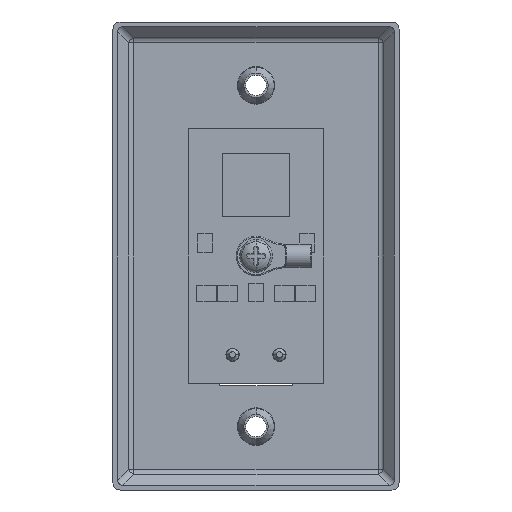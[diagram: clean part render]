
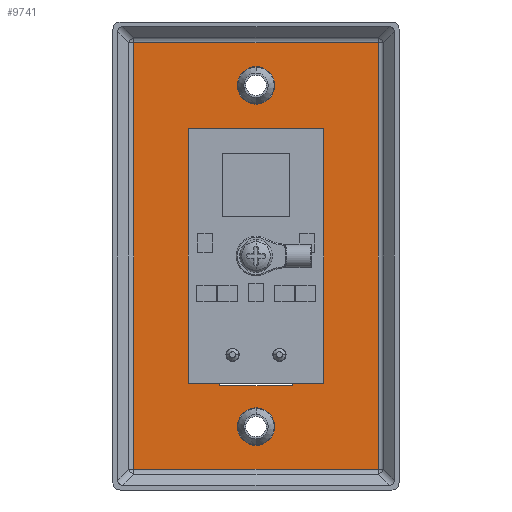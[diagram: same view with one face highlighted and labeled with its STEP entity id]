
A CAD part, front view. The second image highlights one B-rep face of the part: STEP entity #9741.
In plain terms, the highlighted planar face has unit normal (0, -1, 0).
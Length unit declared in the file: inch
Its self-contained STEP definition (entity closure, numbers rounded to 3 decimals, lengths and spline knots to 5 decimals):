
#6094 = VERTEX_POINT ( 'NONE', #7245 ) ;
#6100 = VERTEX_POINT ( 'NONE', #7224 ) ;
#6102 = EDGE_CURVE ( 'NONE', #6094, #6100, #7234, .T. ) ;
#6130 = VERTEX_POINT ( 'NONE', #7279 ) ;
#6145 = EDGE_CURVE ( 'NONE', #6130, #6147, #7310, .T. ) ;
#6147 = VERTEX_POINT ( 'NONE', #7301 ) ;
#6211 = VERTEX_POINT ( 'NONE', #8422 ) ;
#6214 = EDGE_CURVE ( 'NONE', #6211, #6217, #8349, .T. ) ;
#6217 = VERTEX_POINT ( 'NONE', #8264 ) ;
#7224 = CARTESIAN_POINT ( 'NONE',  ( 0., -0.0325, -0.1005 ) ) ;
#7234 = CIRCLE ( 'NONE', #7261, 0.1005 ) ;
#7245 = CARTESIAN_POINT ( 'NONE',  ( 0., -0.0325, 0.1005 ) ) ;
#7258 = DIRECTION ( 'NONE',  ( 0., 0., -1. ) ) ;
#7259 = DIRECTION ( 'NONE',  ( 0., -1., 0. ) ) ;
#7260 = CARTESIAN_POINT ( 'NONE',  ( 0., -0.0325, 0. ) ) ;
#7261 = AXIS2_PLACEMENT_3D ( 'NONE', #7260, #7259, #7258 ) ;
#7279 = CARTESIAN_POINT ( 'NONE',  ( 0., -0.0325, -1.46035 ) ) ;
#7301 = CARTESIAN_POINT ( 'NONE',  ( 0., -0.0325, -1.82085 ) ) ;
#7302 = AXIS2_PLACEMENT_3D ( 'NONE', #7316, #7331, #7340 ) ;
#7310 = CIRCLE ( 'NONE', #7302, 0.18025 ) ;
#7316 = CARTESIAN_POINT ( 'NONE',  ( 0., -0.0325, -1.6406 ) ) ;
#7331 = DIRECTION ( 'NONE',  ( 0., -1., 0. ) ) ;
#7340 = DIRECTION ( 'NONE',  ( 0., 0., -1. ) ) ;
#8264 = CARTESIAN_POINT ( 'NONE',  ( 0., -0.0325, 1.46035 ) ) ;
#8283 = DIRECTION ( 'NONE',  ( 0., 0., -1. ) ) ;
#8284 = DIRECTION ( 'NONE',  ( 0., -1., 0. ) ) ;
#8349 = CIRCLE ( 'NONE', #8411, 0.18025 ) ;
#8411 = AXIS2_PLACEMENT_3D ( 'NONE', #8413, #8284, #8283 ) ;
#8413 = CARTESIAN_POINT ( 'NONE',  ( 0., -0.0325, 1.6406 ) ) ;
#8422 = CARTESIAN_POINT ( 'NONE',  ( 0., -0.0325, 1.82085 ) ) ;
#9549 = EDGE_CURVE ( 'NONE', #6217, #6211, #17632, .T. ) ;
#9551 = ORIENTED_EDGE ( 'NONE', *, *, #6214, .F. ) ;
#9552 = EDGE_LOOP ( 'NONE', ( #9555, #9554, #9684, #9685 ) ) ;
#9553 = VERTEX_POINT ( 'NONE', #17639 ) ;
#9554 = ORIENTED_EDGE ( 'NONE', *, *, #9682, .F. ) ;
#9555 = ORIENTED_EDGE ( 'NONE', *, *, #9557, .F. ) ;
#9557 = EDGE_CURVE ( 'NONE', #9683, #9553, #17609, .T. ) ;
#9559 = EDGE_CURVE ( 'NONE', #9561, #9562, #16571, .T. ) ;
#9561 = VERTEX_POINT ( 'NONE', #17640 ) ;
#9562 = VERTEX_POINT ( 'NONE', #17605 ) ;
#9564 = EDGE_CURVE ( 'NONE', #9598, #9608, #17819, .T. ) ;
#9565 = ORIENTED_EDGE ( 'NONE', *, *, #9564, .F. ) ;
#9568 = ORIENTED_EDGE ( 'NONE', *, *, #9596, .F. ) ;
#9569 = EDGE_LOOP ( 'NONE', ( #9597, #9605 ) ) ;
#9596 = EDGE_CURVE ( 'NONE', #9612, #9598, #17811, .T. ) ;
#9597 = ORIENTED_EDGE ( 'NONE', *, *, #9604, .F. ) ;
#9598 = VERTEX_POINT ( 'NONE', #17865 ) ;
#9601 = EDGE_CURVE ( 'NONE', #9553, #9561, #17812, .T. ) ;
#9604 = EDGE_CURVE ( 'NONE', #6147, #6130, #17775, .T. ) ;
#9605 = ORIENTED_EDGE ( 'NONE', *, *, #6145, .F. ) ;
#9606 = EDGE_LOOP ( 'NONE', ( #9607, #9551 ) ) ;
#9607 = ORIENTED_EDGE ( 'NONE', *, *, #9549, .F. ) ;
#9608 = VERTEX_POINT ( 'NONE', #17842 ) ;
#9610 = EDGE_LOOP ( 'NONE', ( #9653, #9640, #9565, #9568 ) ) ;
#9612 = VERTEX_POINT ( 'NONE', #17747 ) ;
#9638 = EDGE_CURVE ( 'NONE', #6100, #6094, #17844, .T. ) ;
#9640 = ORIENTED_EDGE ( 'NONE', *, *, #9652, .F. ) ;
#9643 = VERTEX_POINT ( 'NONE', #17741 ) ;
#9644 = EDGE_CURVE ( 'NONE', #9643, #9612, #17729, .T. ) ;
#9650 = ORIENTED_EDGE ( 'NONE', *, *, #6102, .F. ) ;
#9651 = ORIENTED_EDGE ( 'NONE', *, *, #9638, .F. ) ;
#9652 = EDGE_CURVE ( 'NONE', #9608, #9643, #17702, .T. ) ;
#9653 = ORIENTED_EDGE ( 'NONE', *, *, #9644, .F. ) ;
#9682 = EDGE_CURVE ( 'NONE', #9562, #9683, #18014, .T. ) ;
#9683 = VERTEX_POINT ( 'NONE', #18011 ) ;
#9684 = ORIENTED_EDGE ( 'NONE', *, *, #9559, .F. ) ;
#9685 = ORIENTED_EDGE ( 'NONE', *, *, #9601, .F. ) ;
#9741 = ADVANCED_FACE ( 'NONE', ( #18068, #18092, #18091, #18086, #18095 ), #18093, .T. ) ;
#9742 = EDGE_LOOP ( 'NONE', ( #9650, #9651 ) ) ;
#16571 = LINE ( 'NONE', #16748, #17233 ) ;
#16748 = CARTESIAN_POINT ( 'NONE',  ( -1.17629, -0.0325, -2.25 ) ) ;
#17232 = DIRECTION ( 'NONE',  ( 0., 0., 1. ) ) ;
#17233 = VECTOR ( 'NONE', #17232, 39.37008 ) ;
#17605 = CARTESIAN_POINT ( 'NONE',  ( -1.17629, -0.0325, 2.0511 ) ) ;
#17606 = DIRECTION ( 'NONE',  ( 0., 0., -1. ) ) ;
#17607 = VECTOR ( 'NONE', #17606, 39.37008 ) ;
#17608 = CARTESIAN_POINT ( 'NONE',  ( 1.17629, -0.0325, -2.25 ) ) ;
#17609 = LINE ( 'NONE', #17608, #17607 ) ;
#17616 = DIRECTION ( 'NONE',  ( 0., 0., -1. ) ) ;
#17617 = DIRECTION ( 'NONE',  ( 0., -1., 0. ) ) ;
#17630 = CARTESIAN_POINT ( 'NONE',  ( 0., -0.0325, 1.6406 ) ) ;
#17631 = AXIS2_PLACEMENT_3D ( 'NONE', #17630, #17617, #17616 ) ;
#17632 = CIRCLE ( 'NONE', #17631, 0.18025 ) ;
#17639 = CARTESIAN_POINT ( 'NONE',  ( 1.17629, -0.0325, -2.0511 ) ) ;
#17640 = CARTESIAN_POINT ( 'NONE',  ( -1.17629, -0.0325, -2.0511 ) ) ;
#17696 = AXIS2_PLACEMENT_3D ( 'NONE', #17837, #17836, #17835 ) ;
#17702 = LINE ( 'NONE', #17713, #17712 ) ;
#17712 = VECTOR ( 'NONE', #17915, 39.37008 ) ;
#17713 = CARTESIAN_POINT ( 'NONE',  ( -0.34625, -0.0325, -2.25 ) ) ;
#17718 = VECTOR ( 'NONE', #17843, 39.37008 ) ;
#17719 = CARTESIAN_POINT ( 'NONE',  ( 1.37519, -0.0325, -0.52375 ) ) ;
#17727 = DIRECTION ( 'NONE',  ( 0., 0., -1. ) ) ;
#17728 = DIRECTION ( 'NONE',  ( 0., -1., 0. ) ) ;
#17729 = LINE ( 'NONE', #17871, #17870 ) ;
#17737 = CARTESIAN_POINT ( 'NONE',  ( 0., -0.0325, 0. ) ) ;
#17739 = AXIS2_PLACEMENT_3D ( 'NONE', #17737, #17728, #17727 ) ;
#17741 = CARTESIAN_POINT ( 'NONE',  ( -0.34625, -0.0325, -1.24625 ) ) ;
#17747 = CARTESIAN_POINT ( 'NONE',  ( 0.34625, -0.0325, -1.24625 ) ) ;
#17748 = DIRECTION ( 'NONE',  ( -1., 0., 0. ) ) ;
#17749 = VECTOR ( 'NONE', #17748, 39.37008 ) ;
#17750 = CARTESIAN_POINT ( 'NONE',  ( 1.37519, -0.0325, -2.0511 ) ) ;
#17775 = CIRCLE ( 'NONE', #17696, 0.18025 ) ;
#17808 = DIRECTION ( 'NONE',  ( 0., 0., 1. ) ) ;
#17809 = VECTOR ( 'NONE', #17808, 39.37008 ) ;
#17810 = CARTESIAN_POINT ( 'NONE',  ( 0.34625, -0.0325, -2.25 ) ) ;
#17811 = LINE ( 'NONE', #17810, #17809 ) ;
#17812 = LINE ( 'NONE', #17750, #17749 ) ;
#17819 = LINE ( 'NONE', #17719, #17718 ) ;
#17835 = DIRECTION ( 'NONE',  ( 0., 0., -1. ) ) ;
#17836 = DIRECTION ( 'NONE',  ( 0., -1., 0. ) ) ;
#17837 = CARTESIAN_POINT ( 'NONE',  ( 0., -0.0325, -1.6406 ) ) ;
#17842 = CARTESIAN_POINT ( 'NONE',  ( -0.34625, -0.0325, -0.52375 ) ) ;
#17843 = DIRECTION ( 'NONE',  ( -1., 0., 0. ) ) ;
#17844 = CIRCLE ( 'NONE', #17739, 0.1005 ) ;
#17865 = CARTESIAN_POINT ( 'NONE',  ( 0.34625, -0.0325, -0.52375 ) ) ;
#17869 = DIRECTION ( 'NONE',  ( 1., 0., 0. ) ) ;
#17870 = VECTOR ( 'NONE', #17869, 39.37008 ) ;
#17871 = CARTESIAN_POINT ( 'NONE',  ( 1.37519, -0.0325, -1.24625 ) ) ;
#17915 = DIRECTION ( 'NONE',  ( 0., 0., -1. ) ) ;
#17943 = VECTOR ( 'NONE', #18012, 39.37008 ) ;
#18011 = CARTESIAN_POINT ( 'NONE',  ( 1.17629, -0.0325, 2.0511 ) ) ;
#18012 = DIRECTION ( 'NONE',  ( 1., 0., 0. ) ) ;
#18013 = CARTESIAN_POINT ( 'NONE',  ( 1.37519, -0.0325, 2.0511 ) ) ;
#18014 = LINE ( 'NONE', #18013, #17943 ) ;
#18055 = AXIS2_PLACEMENT_3D ( 'NONE', #18082, #18081, #18120 ) ;
#18068 = FACE_BOUND ( 'NONE', #9742, .T. ) ;
#18081 = DIRECTION ( 'NONE',  ( 0., -1., 0. ) ) ;
#18082 = CARTESIAN_POINT ( 'NONE',  ( 1.37519, -0.0325, -2.25 ) ) ;
#18086 = FACE_BOUND ( 'NONE', #9606, .T. ) ;
#18091 = FACE_BOUND ( 'NONE', #9569, .T. ) ;
#18092 = FACE_BOUND ( 'NONE', #9610, .T. ) ;
#18093 = PLANE ( 'NONE',  #18055 ) ;
#18095 = FACE_OUTER_BOUND ( 'NONE', #9552, .T. ) ;
#18120 = DIRECTION ( 'NONE',  ( 0., 0., -1. ) ) ;
